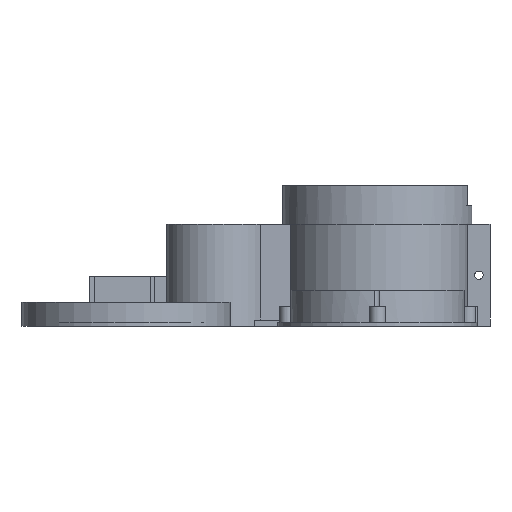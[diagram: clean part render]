
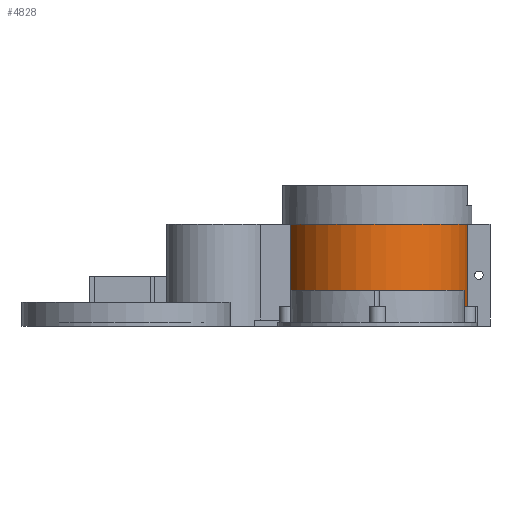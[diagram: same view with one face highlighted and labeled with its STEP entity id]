
A CAD part, left-side view. The second image highlights one B-rep face of the part: STEP entity #4828.
In plain terms, the highlighted cylindrical face has radius 45.5 mm (diameter 91 mm), a partial arc.
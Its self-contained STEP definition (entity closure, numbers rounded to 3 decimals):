
#573=FACE_OUTER_BOUND('',#938,.T.);
#938=EDGE_LOOP('',(#4042,#4043,#4044,#4045));
#1252=LINE('',#9401,#1630);
#1253=LINE('',#9407,#1631);
#1630=VECTOR('',#6460,10.);
#1631=VECTOR('',#6467,10.);
#1997=CIRCLE('',#5389,45.5);
#1998=CIRCLE('',#5390,45.5);
#2345=VERTEX_POINT('',#9397);
#2346=VERTEX_POINT('',#9399);
#2347=VERTEX_POINT('',#9403);
#2348=VERTEX_POINT('',#9405);
#2943=EDGE_CURVE('',#2345,#2346,#1252,.T.);
#2944=EDGE_CURVE('',#2347,#2345,#1997,.T.);
#2945=EDGE_CURVE('',#2348,#2346,#1998,.T.);
#2946=EDGE_CURVE('',#2347,#2348,#1253,.T.);
#4042=ORIENTED_EDGE('',*,*,#2944,.T.);
#4043=ORIENTED_EDGE('',*,*,#2943,.T.);
#4044=ORIENTED_EDGE('',*,*,#2945,.F.);
#4045=ORIENTED_EDGE('',*,*,#2946,.F.);
#4639=CYLINDRICAL_SURFACE('',#5388,45.5);
#4828=ADVANCED_FACE('',(#573),#4639,.T.);
#5388=AXIS2_PLACEMENT_3D('',#9402,#6461,#6462);
#5389=AXIS2_PLACEMENT_3D('',#9404,#6463,#6464);
#5390=AXIS2_PLACEMENT_3D('',#9406,#6465,#6466);
#6460=DIRECTION('',(0.,0.,1.));
#6461=DIRECTION('center_axis',(0.,0.,1.));
#6462=DIRECTION('ref_axis',(-0.312,0.95,0.));
#6463=DIRECTION('center_axis',(0.,0.,1.));
#6464=DIRECTION('ref_axis',(-0.312,0.95,0.));
#6465=DIRECTION('center_axis',(0.,0.,1.));
#6466=DIRECTION('ref_axis',(-0.312,0.95,0.));
#6467=DIRECTION('',(0.,0.,1.));
#9397=CARTESIAN_POINT('',(344.499,4.834,0.));
#9399=CARTESIAN_POINT('',(344.499,4.834,50.8));
#9401=CARTESIAN_POINT('',(344.499,4.834,0.));
#9402=CARTESIAN_POINT('Origin',(350.,50.,0.));
#9403=CARTESIAN_POINT('',(335.813,93.232,0.));
#9404=CARTESIAN_POINT('Origin',(350.,50.,0.));
#9405=CARTESIAN_POINT('',(335.813,93.232,50.8));
#9406=CARTESIAN_POINT('Origin',(350.,50.,50.8));
#9407=CARTESIAN_POINT('',(335.813,93.232,0.));
